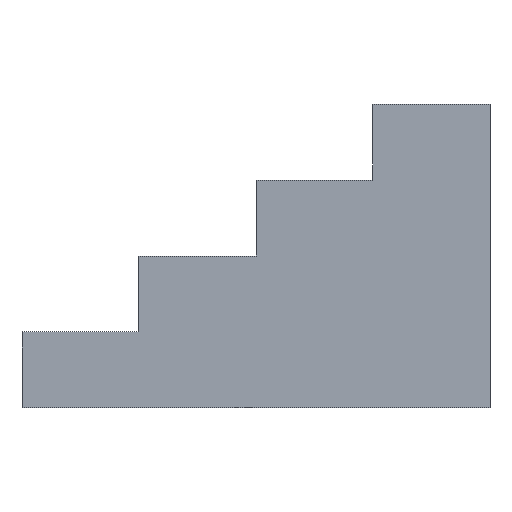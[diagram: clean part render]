
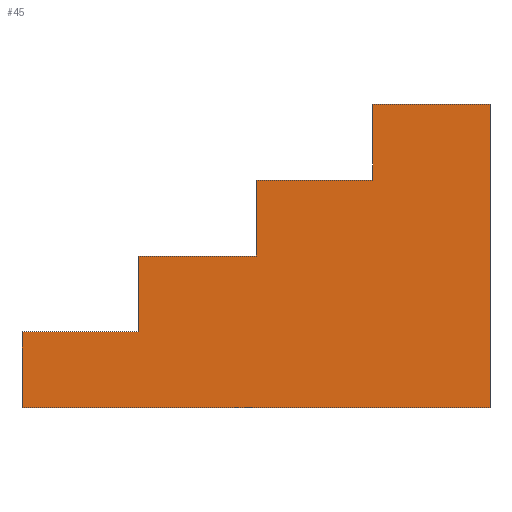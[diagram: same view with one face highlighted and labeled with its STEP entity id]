
A CAD part, front view. The second image highlights one B-rep face of the part: STEP entity #45.
In plain terms, the highlighted planar face has unit normal (0, -1, 0).
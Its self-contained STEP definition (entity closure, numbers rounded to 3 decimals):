
#45=ADVANCED_FACE('',(#69),#57,.T.);
#57=PLANE('',#264);
#69=FACE_OUTER_BOUND('',#81,.T.);
#81=EDGE_LOOP('',(#132,#133,#134,#135,#136,#137,#138,#139,#140,#141));
#132=ORIENTED_EDGE('',*,*,#162,.T.);
#133=ORIENTED_EDGE('',*,*,#166,.T.);
#134=ORIENTED_EDGE('',*,*,#169,.T.);
#135=ORIENTED_EDGE('',*,*,#172,.T.);
#136=ORIENTED_EDGE('',*,*,#175,.T.);
#137=ORIENTED_EDGE('',*,*,#178,.T.);
#138=ORIENTED_EDGE('',*,*,#181,.T.);
#139=ORIENTED_EDGE('',*,*,#184,.T.);
#140=ORIENTED_EDGE('',*,*,#187,.T.);
#141=ORIENTED_EDGE('',*,*,#190,.T.);
#142=VERTEX_POINT('',#323);
#143=VERTEX_POINT('',#324);
#146=VERTEX_POINT('',#332);
#148=VERTEX_POINT('',#338);
#150=VERTEX_POINT('',#344);
#152=VERTEX_POINT('',#350);
#154=VERTEX_POINT('',#356);
#156=VERTEX_POINT('',#362);
#158=VERTEX_POINT('',#368);
#160=VERTEX_POINT('',#374);
#162=EDGE_CURVE('',#142,#143,#192,.T.);
#166=EDGE_CURVE('',#143,#146,#196,.T.);
#169=EDGE_CURVE('',#146,#148,#199,.T.);
#172=EDGE_CURVE('',#148,#150,#202,.T.);
#175=EDGE_CURVE('',#150,#152,#205,.T.);
#178=EDGE_CURVE('',#152,#154,#208,.T.);
#181=EDGE_CURVE('',#154,#156,#211,.T.);
#184=EDGE_CURVE('',#156,#158,#214,.T.);
#187=EDGE_CURVE('',#158,#160,#217,.T.);
#190=EDGE_CURVE('',#160,#142,#220,.T.);
#192=LINE('',#322,#222);
#196=LINE('',#331,#226);
#199=LINE('',#337,#229);
#202=LINE('',#343,#232);
#205=LINE('',#349,#235);
#208=LINE('',#355,#238);
#211=LINE('',#361,#241);
#214=LINE('',#367,#244);
#217=LINE('',#373,#247);
#220=LINE('',#379,#250);
#222=VECTOR('',#267,1.);
#226=VECTOR('',#273,1.);
#229=VECTOR('',#278,1.);
#232=VECTOR('',#283,1.);
#235=VECTOR('',#288,1.);
#238=VECTOR('',#293,1.);
#241=VECTOR('',#298,1.);
#244=VECTOR('',#303,1.);
#247=VECTOR('',#308,1.);
#250=VECTOR('',#313,1.);
#264=AXIS2_PLACEMENT_3D('',#383,#319,#320);
#267=DIRECTION('',(0.,0.,-1.));
#273=DIRECTION('',(1.,0.,0.));
#278=DIRECTION('',(0.,0.,1.));
#283=DIRECTION('',(-1.,0.,0.));
#288=DIRECTION('',(0.,0.,-1.));
#293=DIRECTION('',(-1.,0.,0.));
#298=DIRECTION('',(0.,0.,-1.));
#303=DIRECTION('',(-1.,0.,0.));
#308=DIRECTION('',(0.,0.,-1.));
#313=DIRECTION('',(-1.,0.,0.));
#319=DIRECTION('',(0.,-1.,0.));
#320=DIRECTION('',(0.,0.,-1.));
#322=CARTESIAN_POINT('',(0.,0.,175.));
#323=CARTESIAN_POINT('',(0.,0.,175.));
#324=CARTESIAN_POINT('',(0.,0.,0.));
#331=CARTESIAN_POINT('',(810.,0.,0.));
#332=CARTESIAN_POINT('',(1080.,0.,0.));
#337=CARTESIAN_POINT('',(1080.,0.,0.));
#338=CARTESIAN_POINT('',(1080.,0.,700.));
#343=CARTESIAN_POINT('',(1080.,0.,700.));
#344=CARTESIAN_POINT('',(810.,0.,700.));
#349=CARTESIAN_POINT('',(810.,0.,700.));
#350=CARTESIAN_POINT('',(810.,0.,525.));
#355=CARTESIAN_POINT('',(810.,0.,525.));
#356=CARTESIAN_POINT('',(540.,0.,525.));
#361=CARTESIAN_POINT('',(540.,0.,525.));
#362=CARTESIAN_POINT('',(540.,0.,350.));
#367=CARTESIAN_POINT('',(540.,0.,350.));
#368=CARTESIAN_POINT('',(270.,0.,350.));
#373=CARTESIAN_POINT('',(270.,0.,350.));
#374=CARTESIAN_POINT('',(270.,0.,175.));
#379=CARTESIAN_POINT('',(270.,0.,175.));
#383=CARTESIAN_POINT('',(0.,0.,0.));
